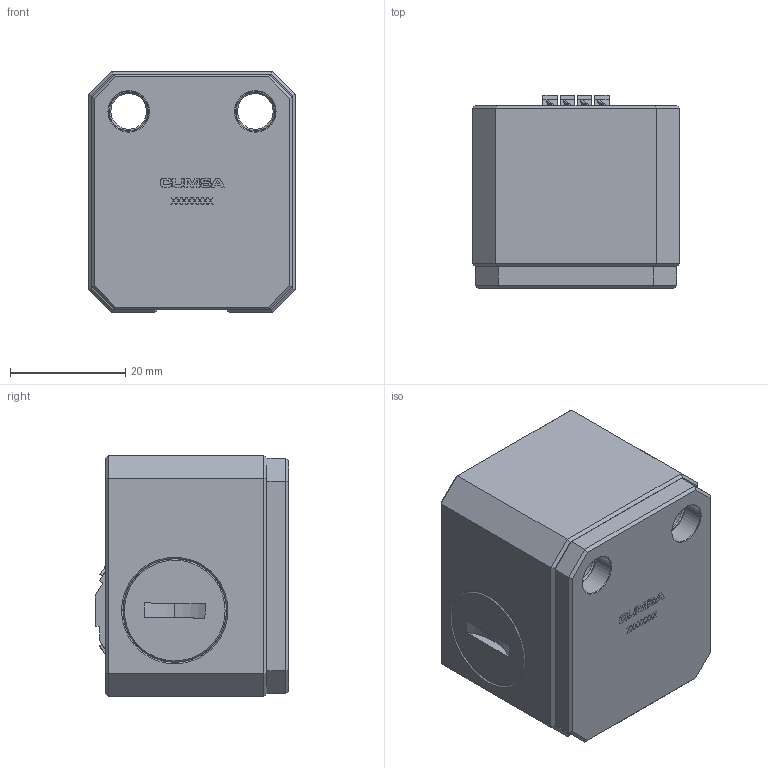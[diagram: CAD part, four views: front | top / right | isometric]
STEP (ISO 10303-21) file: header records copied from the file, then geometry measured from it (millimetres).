
FILE_DESCRIPTION (( 'STEP AP214' ), '1' );
FILE_NAME ('UM0436RV.STEP', '2018-08-10T11:07:59', ( '' ), ( '' ), 'SwSTEP 2.0', 'SolidWorks 2018', '' );
FILE_SCHEMA (( 'AUTOMOTIVE_DESIGN' ));
Length unit declared in the file: millimetre
Products named in the file (11): 8UM043642; 9EM041836-4; 9EM041836-2; 9EM041836; 9EM041836-3; 1DIN914510; 8UM043541; UM0436RV; 3IMAN6X3-80; RR180311; 9EM041836-1
Assembly tree (23 placements, depth 3):
  UM0436RV
    8UM043642
    RR180311  x4
    3IMAN6X3-80
    8UM043541
    1DIN914510  x2
    9EM041836
      9EM041836-1
      9EM041836-2  x4
      9EM041836-3  x4
      9EM041836-4  x4
Bounding box: 36 x 33.6 x 42 mm (x, y, z)
Volume: 40599.5 mm3; surface area: 21718.3 mm2
Topology: 22 solids, 22 shells, 1888 faces, 5044 edges, 3296 vertices
Faces by surface type: plane 904, bspline 550, cylinder 286, cone 116, torus 24, sphere 8
Entity records: 54985 total; most frequent: CARTESIAN_POINT 23431, ORIENTED_EDGE 5632, DIRECTION 3977, EDGE_CURVE 2816, LINE 1895, VECTOR 1895, VERTEX_POINT 1843, EDGE_LOOP 1149
